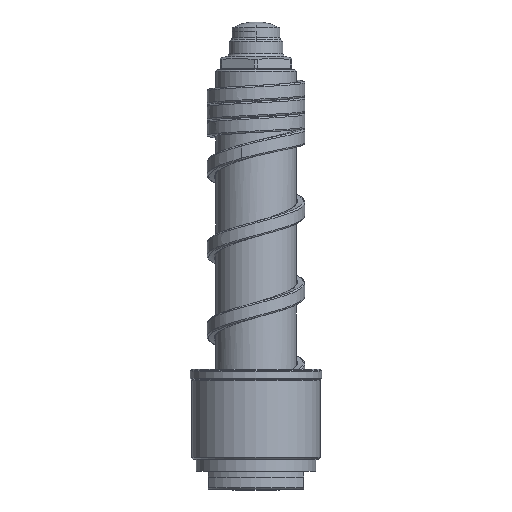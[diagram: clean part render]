
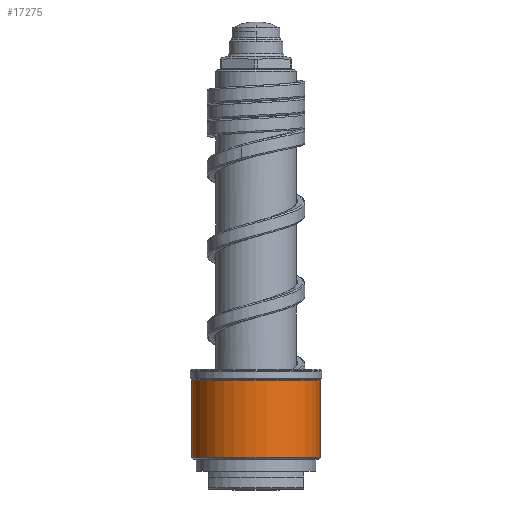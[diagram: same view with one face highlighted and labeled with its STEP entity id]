
A CAD part, front view. The second image highlights one B-rep face of the part: STEP entity #17275.
In plain terms, the highlighted cylindrical face has radius 21.5 mm (diameter 43 mm), a partial arc.
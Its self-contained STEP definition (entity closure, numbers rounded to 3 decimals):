
#6650=CARTESIAN_POINT('',(0.,0.,10.583));
#6651=DIRECTION('',(0.,0.,1.));
#6652=DIRECTION('',(-1.,0.,0.));
#6653=AXIS2_PLACEMENT_3D('',#6650,#6651,#6652);
#6655=DIRECTION('',(0.,0.,-1.));
#6656=VECTOR('',#6655,25.834);
#6657=CARTESIAN_POINT('',(-21.5,0.,36.417));
#6658=LINE('',#6657,#6656);
#6659=CARTESIAN_POINT('',(0.,0.,36.417));
#6660=DIRECTION('',(0.,0.,1.));
#6661=DIRECTION('',(-1.,0.,0.));
#6662=AXIS2_PLACEMENT_3D('',#6659,#6660,#6661);
#6664=DIRECTION('',(0.,0.,-1.));
#6665=VECTOR('',#6664,25.834);
#6666=CARTESIAN_POINT('',(21.5,0.,36.417));
#6667=LINE('',#6666,#6665);
#7008=CARTESIAN_POINT('',(21.5,0.,36.417));
#7009=CARTESIAN_POINT('',(-21.5,0.,36.417));
#7010=VERTEX_POINT('',#7008);
#7011=VERTEX_POINT('',#7009);
#7034=CARTESIAN_POINT('',(21.5,0.,10.583));
#7035=VERTEX_POINT('',#7034);
#7036=CARTESIAN_POINT('',(-21.5,0.,10.583));
#7037=VERTEX_POINT('',#7036);
#17263=CARTESIAN_POINT('',(0.,0.,8.5));
#17264=DIRECTION('',(0.,0.,1.));
#17265=DIRECTION('',(-1.,0.,0.));
#17266=AXIS2_PLACEMENT_3D('',#17263,#17264,#17265);
#17267=CYLINDRICAL_SURFACE('',#17266,21.5);
#17268=ORIENTED_EDGE('',*,*,#14826,.F.);
#17269=ORIENTED_EDGE('',*,*,#14807,.F.);
#17271=ORIENTED_EDGE('',*,*,#17270,.T.);
#17272=ORIENTED_EDGE('',*,*,#14803,.T.);
#17273=EDGE_LOOP('',(#17268,#17269,#17271,#17272));
#17274=FACE_OUTER_BOUND('',#17273,.F.);
#6654=CIRCLE('',#6653,21.5);
#6663=CIRCLE('',#6662,21.5);
#14803=EDGE_CURVE('',#7010,#7035,#6667,.T.);
#14807=EDGE_CURVE('',#7011,#7037,#6658,.T.);
#14826=EDGE_CURVE('',#7037,#7035,#6654,.T.);
#17270=EDGE_CURVE('',#7011,#7010,#6663,.T.);
#17275=ADVANCED_FACE('',(#17274),#17267,.T.);
